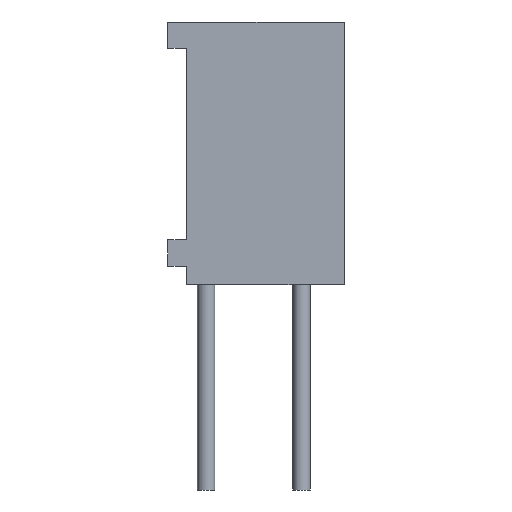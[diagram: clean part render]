
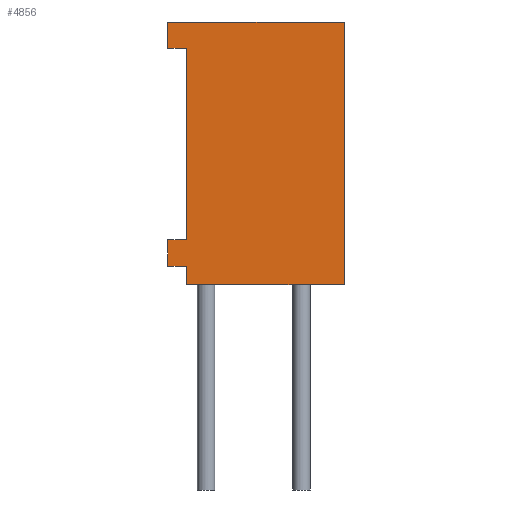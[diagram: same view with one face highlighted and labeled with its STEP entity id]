
A CAD part, left-side view. The second image highlights one B-rep face of the part: STEP entity #4856.
In plain terms, the highlighted planar face has unit normal (-1, 0, 0).
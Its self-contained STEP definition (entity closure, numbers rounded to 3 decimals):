
#287=LINE('',#7429,#684);
#291=LINE('',#7437,#688);
#306=LINE('',#7467,#703);
#310=LINE('',#7475,#707);
#313=LINE('',#7481,#710);
#472=LINE('',#7851,#869);
#476=LINE('',#7876,#873);
#477=LINE('',#7878,#874);
#481=LINE('',#7886,#878);
#482=LINE('',#7888,#879);
#684=VECTOR('',#5449,1000.);
#688=VECTOR('',#5453,1000.);
#703=VECTOR('',#5476,1000.);
#707=VECTOR('',#5484,1000.);
#710=VECTOR('',#5489,1000.);
#869=VECTOR('',#5810,1000.);
#873=VECTOR('',#5854,1000.);
#874=VECTOR('',#5857,1000.);
#878=VECTOR('',#5865,1000.);
#879=VECTOR('',#5866,1000.);
#1692=ORIENTED_EDGE('',*,*,#2337,.T.);
#1693=ORIENTED_EDGE('',*,*,#2136,.F.);
#1694=ORIENTED_EDGE('',*,*,#2117,.T.);
#1695=ORIENTED_EDGE('',*,*,#2319,.T.);
#1696=ORIENTED_EDGE('',*,*,#2342,.F.);
#1697=ORIENTED_EDGE('',*,*,#2343,.F.);
#1698=ORIENTED_EDGE('',*,*,#2338,.T.);
#1699=ORIENTED_EDGE('',*,*,#2143,.F.);
#1700=ORIENTED_EDGE('',*,*,#2121,.T.);
#1701=ORIENTED_EDGE('',*,*,#2140,.T.);
#2117=EDGE_CURVE('',#2521,#2520,#287,.T.);
#2121=EDGE_CURVE('',#2525,#2524,#291,.T.);
#2136=EDGE_CURVE('',#2521,#2535,#306,.T.);
#2140=EDGE_CURVE('',#2524,#2537,#310,.T.);
#2143=EDGE_CURVE('',#2525,#2539,#313,.T.);
#2319=EDGE_CURVE('',#2520,#2665,#472,.T.);
#2337=EDGE_CURVE('',#2537,#2535,#476,.T.);
#2338=EDGE_CURVE('',#2667,#2539,#477,.T.);
#2342=EDGE_CURVE('',#2669,#2665,#481,.T.);
#2343=EDGE_CURVE('',#2667,#2669,#482,.T.);
#2520=VERTEX_POINT('',#7428);
#2521=VERTEX_POINT('',#7430);
#2524=VERTEX_POINT('',#7436);
#2525=VERTEX_POINT('',#7438);
#2535=VERTEX_POINT('',#7465);
#2537=VERTEX_POINT('',#7474);
#2539=VERTEX_POINT('',#7479);
#2665=VERTEX_POINT('',#7850);
#2667=VERTEX_POINT('',#7879);
#2669=VERTEX_POINT('',#7887);
#2922=EDGE_LOOP('',(#1692,#1693,#1694,#1695,#1696,#1697,#1698,#1699,#1700,
#1701));
#3140=FACE_BOUND('',#2922,.T.);
#3317=PLANE('',#5065);
#4856=ADVANCED_FACE('',(#3140),#3317,.T.);
#5065=AXIS2_PLACEMENT_3D('',#7885,#5863,#5864);
#5449=DIRECTION('',(0.,0.,-1.));
#5453=DIRECTION('',(0.,0.,-1.));
#5476=DIRECTION('',(0.,1.,0.));
#5484=DIRECTION('',(0.,1.,0.));
#5489=DIRECTION('',(0.,1.,0.));
#5810=DIRECTION('',(0.,-1.,0.));
#5854=DIRECTION('',(0.,0.,-1.));
#5857=DIRECTION('',(0.,0.,-1.));
#5863=DIRECTION('',(-1.,0.,0.));
#5864=DIRECTION('',(0.,0.,1.));
#5865=DIRECTION('',(0.,0.,-1.));
#5866=DIRECTION('',(0.,-1.,0.));
#7428=CARTESIAN_POINT('',(-3.3,4.2,-3.5));
#7429=CARTESIAN_POINT('',(-3.3,4.2,-3.5));
#7430=CARTESIAN_POINT('',(-3.3,4.2,-3.));
#7436=CARTESIAN_POINT('',(-3.3,4.2,-2.3));
#7437=CARTESIAN_POINT('',(-3.3,4.2,2.8));
#7438=CARTESIAN_POINT('',(-3.3,4.2,2.8));
#7465=CARTESIAN_POINT('',(-3.3,4.7,-3.));
#7467=CARTESIAN_POINT('',(-3.3,4.2,-3.));
#7474=CARTESIAN_POINT('',(-3.3,4.7,-2.3));
#7475=CARTESIAN_POINT('',(-3.3,4.2,-2.3));
#7479=CARTESIAN_POINT('',(-3.3,4.7,2.8));
#7481=CARTESIAN_POINT('',(-3.3,4.2,2.8));
#7850=CARTESIAN_POINT('',(-3.3,0.,-3.5));
#7851=CARTESIAN_POINT('',(-3.3,4.7,-3.5));
#7876=CARTESIAN_POINT('',(-3.3,4.7,3.5));
#7878=CARTESIAN_POINT('',(-3.3,4.7,3.5));
#7879=CARTESIAN_POINT('',(-3.3,4.7,3.5));
#7885=CARTESIAN_POINT('',(-3.3,4.7,3.5));
#7886=CARTESIAN_POINT('',(-3.3,0.,3.5));
#7887=CARTESIAN_POINT('',(-3.3,0.,3.5));
#7888=CARTESIAN_POINT('',(-3.3,4.7,3.5));
